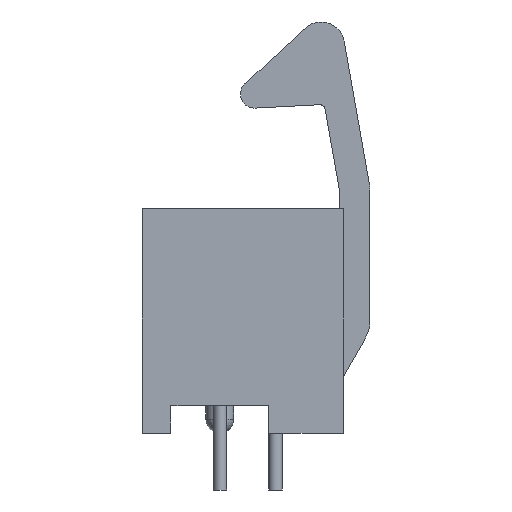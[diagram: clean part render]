
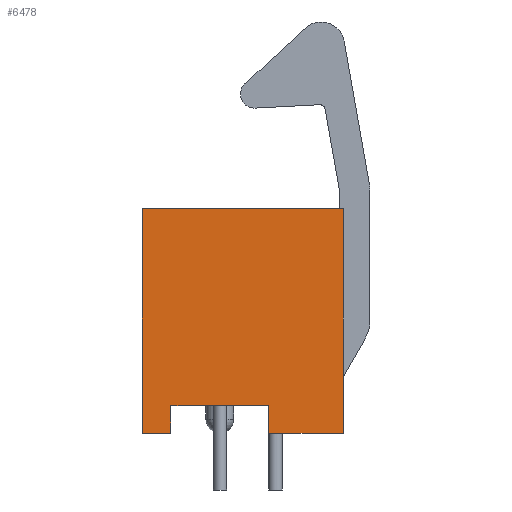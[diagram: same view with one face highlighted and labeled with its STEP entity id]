
A CAD part, left-side view. The second image highlights one B-rep face of the part: STEP entity #6478.
In plain terms, the highlighted planar face has unit normal (-1, 0, 0).
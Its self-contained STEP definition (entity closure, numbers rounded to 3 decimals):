
#604=FACE_OUTER_BOUND($,#1025,.T.);
#1025=EDGE_LOOP($,(#5442,#5443,#5444,#5445,#5446,#5447,#5448,#5449));
#1624=LINE($,#10354,#2375);
#1633=LINE($,#10372,#2384);
#1668=LINE($,#10440,#2419);
#1670=LINE($,#10444,#2421);
#1672=LINE($,#10447,#2423);
#1673=LINE($,#10450,#2424);
#1676=LINE($,#10456,#2427);
#1679=LINE($,#10461,#2430);
#2375=VECTOR($,#8535,4.47);
#2384=VECTOR($,#8546,9.195);
#2419=VECTOR($,#8611,10.262);
#2421=VECTOR($,#8615,1.321);
#2423=VECTOR($,#8619,1.27);
#2424=VECTOR($,#8622,1.27);
#2427=VECTOR($,#8627,3.404);
#2430=VECTOR($,#8632,10.262);
#3045=VERTEX_POINT($,#10351);
#3046=VERTEX_POINT($,#10353);
#3053=VERTEX_POINT($,#10369);
#3054=VERTEX_POINT($,#10371);
#3072=VERTEX_POINT($,#10439);
#3073=VERTEX_POINT($,#10443);
#3074=VERTEX_POINT($,#10449);
#3076=VERTEX_POINT($,#10455);
#3835=EDGE_CURVE($,#3045,#3046,#1624,.T.);
#3844=EDGE_CURVE($,#3053,#3054,#1633,.T.);
#3879=EDGE_CURVE($,#3072,#3053,#1668,.T.);
#3881=EDGE_CURVE($,#3073,#3072,#1670,.T.);
#3883=EDGE_CURVE($,#3046,#3073,#1672,.T.);
#3884=EDGE_CURVE($,#3074,#3045,#1673,.T.);
#3887=EDGE_CURVE($,#3076,#3074,#1676,.T.);
#3890=EDGE_CURVE($,#3054,#3076,#1679,.T.);
#5442=ORIENTED_EDGE($,*,*,#3844,.F.);
#5443=ORIENTED_EDGE($,*,*,#3879,.F.);
#5444=ORIENTED_EDGE($,*,*,#3881,.F.);
#5445=ORIENTED_EDGE($,*,*,#3883,.F.);
#5446=ORIENTED_EDGE($,*,*,#3835,.F.);
#5447=ORIENTED_EDGE($,*,*,#3884,.F.);
#5448=ORIENTED_EDGE($,*,*,#3887,.F.);
#5449=ORIENTED_EDGE($,*,*,#3890,.F.);
#6084=PLANE($,#7093);
#6478=ADVANCED_FACE($,(#604),#6084,.T.);
#7093=AXIS2_PLACEMENT_3D($,#10467,#8638,#8639);
#8535=DIRECTION($,(0.,1.,0.));
#8546=DIRECTION($,(0.,-1.,0.));
#8611=DIRECTION($,(0.,0.,1.));
#8615=DIRECTION($,(0.,1.,0.));
#8619=DIRECTION($,(0.,0.,-1.));
#8622=DIRECTION($,(0.,0.,1.));
#8627=DIRECTION($,(0.,1.,0.));
#8632=DIRECTION($,(0.,0.,-1.));
#8638=DIRECTION('center_axis',(-1.,0.,0.));
#8639=DIRECTION('ref_axis',(0.,0.,1.));
#10351=CARTESIAN_POINT('',(-16.51,-0.965,1.27));
#10353=CARTESIAN_POINT('',(-16.51,3.505,1.27));
#10354=CARTESIAN_POINT($,(-16.51,-0.965,1.27));
#10369=CARTESIAN_POINT('',(-16.51,4.826,10.262));
#10371=CARTESIAN_POINT('',(-16.51,-4.369,10.262));
#10372=CARTESIAN_POINT($,(-16.51,4.826,10.262));
#10439=CARTESIAN_POINT('',(-16.51,4.826,0.));
#10440=CARTESIAN_POINT($,(-16.51,4.826,0.));
#10443=CARTESIAN_POINT('',(-16.51,3.505,0.));
#10444=CARTESIAN_POINT($,(-16.51,3.505,0.));
#10447=CARTESIAN_POINT($,(-16.51,3.505,1.27));
#10449=CARTESIAN_POINT('',(-16.51,-0.965,0.));
#10450=CARTESIAN_POINT($,(-16.51,-0.965,0.));
#10455=CARTESIAN_POINT('',(-16.51,-4.369,0.));
#10456=CARTESIAN_POINT($,(-16.51,-4.369,0.));
#10461=CARTESIAN_POINT($,(-16.51,-4.369,10.262));
#10467=CARTESIAN_POINT('Origin',(-16.51,0.292,4.992));
